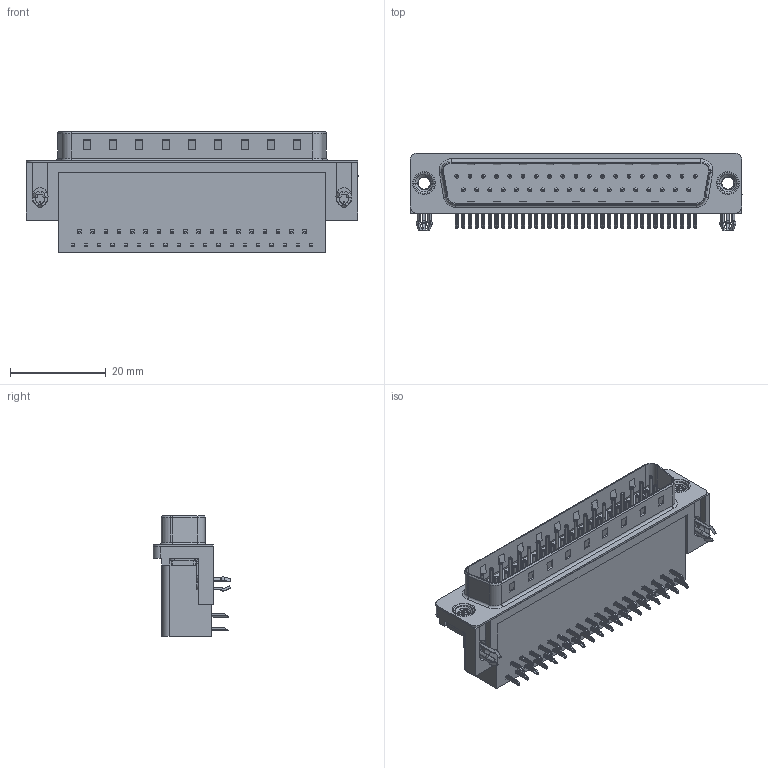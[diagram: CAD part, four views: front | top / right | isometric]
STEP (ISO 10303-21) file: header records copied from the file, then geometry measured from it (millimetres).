
FILE_DESCRIPTION (( 'STEP AP203' ), '1' );
FILE_NAME ('625-037-362-045.STEP', '2018-11-06T05:37:05', ( '' ), ( '' ), 'SwSTEP 2.0', 'SolidWorks 2016', '' );
FILE_SCHEMA (( 'CONFIG_CONTROL_DESIGN' ));
Length unit declared in the file: millimetre
Products named in the file (7): 625 Housing_37 Socket; 625 Shell_37 Socket; 625 Contact Bottom; 625 Contact Top; 625 3 Prong Board Lock; 625 M3 Threaded Rivet; 625-037-362-045
Assembly tree (43 placements, depth 2):
  625-037-362-045
    625 Housing_37 Socket
    625 Shell_37 Socket
    625 Contact Bottom  x18
    625 Contact Top  x19
    625 3 Prong Board Lock  x2
    625 M3 Threaded Rivet  x2
Bounding box: 69.4 x 16.25 x 25.16 mm (x, y, z)
Volume: 12603.8 mm3; surface area: 11818.4 mm2
Topology: 43 solids, 43 shells, 3305 faces, 8219 edges, 5081 vertices
Faces by surface type: plane 2051, cylinder 927, torus 277, cone 44, bspline 6
Entity records: 28308 total; most frequent: CARTESIAN_POINT 5809, DIRECTION 4398, ORIENTED_EDGE 4220, EDGE_CURVE 2110, VECTOR 1494, LINE 1494, AXIS2_PLACEMENT_3D 1452, VERTEX_POINT 1362
